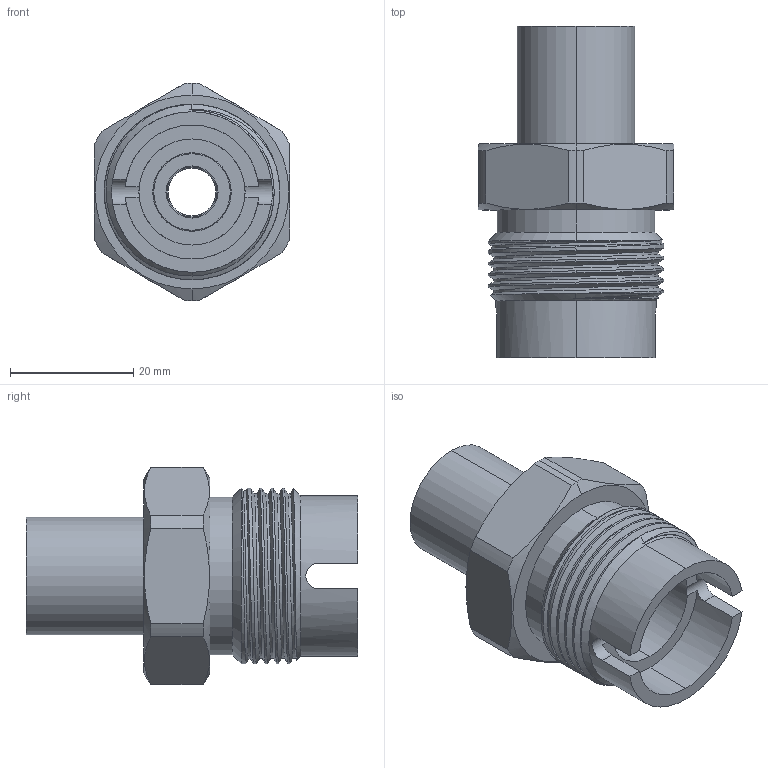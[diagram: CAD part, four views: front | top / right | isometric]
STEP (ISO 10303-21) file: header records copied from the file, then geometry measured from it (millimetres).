
FILE_DESCRIPTION (( 'STEP AP203' ), '1' );
FILE_NAME ('AD-716MSS-12TS.STEP', '2025-08-08T13:35:59', ( '' ), ( '' ), 'SwSTEP 2.0', 'SolidWorks 2018', '' );
FILE_SCHEMA (( 'CONFIG_CONTROL_DESIGN' ));
Length unit declared in the file: inch
Products named in the file (1): AD-716MSS-12TS
Bounding box: 31.75 x 53.85 x 35.31 mm (x, y, z)
Volume: 20168.3 mm3; surface area: 8429.9 mm2
Topology: 1 solids, 1 shells, 152 faces, 395 edges, 258 vertices
Faces by surface type: plane 62, cylinder 39, bspline 35, cone 14, torus 2
Entity records: 11688 total; most frequent: CARTESIAN_POINT 8149, ORIENTED_EDGE 790, DIRECTION 585, EDGE_CURVE 395, VERTEX_POINT 258, LINE 205, VECTOR 205, AXIS2_PLACEMENT_3D 190
